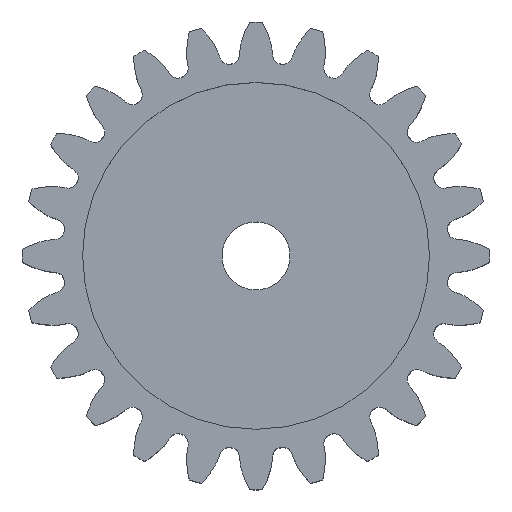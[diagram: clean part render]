
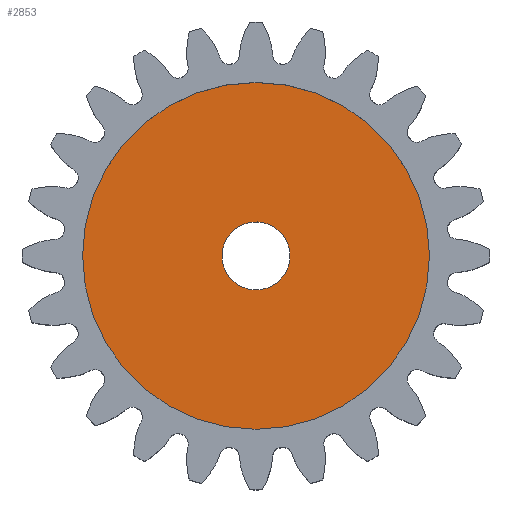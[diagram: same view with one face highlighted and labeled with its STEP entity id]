
A CAD part, top view. The second image highlights one B-rep face of the part: STEP entity #2853.
In plain terms, the highlighted planar face has unit normal (0, 0, 1).
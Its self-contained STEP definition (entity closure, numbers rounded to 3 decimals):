
#351 = AXIS2_PLACEMENT_3D ( 'NONE', #11696, #886, #9879 ) ;
#514 = PLANE ( 'NONE',  #8032 ) ;
#616 = CARTESIAN_POINT ( 'NONE',  ( 0., 0., 4.572 ) ) ;
#886 = DIRECTION ( 'NONE',  ( 0., 0., 1. ) ) ;
#1383 = CARTESIAN_POINT ( 'NONE',  ( 7.652, 0., 4.572 ) ) ;
#1406 = VERTEX_POINT ( 'NONE', #1383 ) ;
#1470 = CIRCLE ( 'NONE', #351, 1.5 ) ;
#1557 = AXIS2_PLACEMENT_3D ( 'NONE', #616, #10646, #7013 ) ;
#1933 = DIRECTION ( 'NONE',  ( 0., 0., 1. ) ) ;
#2159 = VERTEX_POINT ( 'NONE', #5413 ) ;
#2434 = CARTESIAN_POINT ( 'NONE',  ( 0., 0., 4.572 ) ) ;
#2853 = ADVANCED_FACE ( 'NONE', ( #7066, #3367 ), #514, .F. ) ;
#3367 = FACE_BOUND ( 'NONE', #8827, .T. ) ;
#3548 = AXIS2_PLACEMENT_3D ( 'NONE', #10052, #1933, #5406 ) ;
#3776 = CIRCLE ( 'NONE', #1557, 1.5 ) ;
#3990 = EDGE_CURVE ( 'NONE', #8568, #8452, #1470, .T. ) ;
#4295 = ORIENTED_EDGE ( 'NONE', *, *, #4514, .F. ) ;
#4514 = EDGE_CURVE ( 'NONE', #8452, #8568, #3776, .T. ) ;
#5188 = ORIENTED_EDGE ( 'NONE', *, *, #11695, .T. ) ;
#5406 = DIRECTION ( 'NONE',  ( -1., 0., 0. ) ) ;
#5413 = CARTESIAN_POINT ( 'NONE',  ( -7.652, 0., 4.572 ) ) ;
#6096 = EDGE_LOOP ( 'NONE', ( #5188, #8959 ) ) ;
#6221 = CIRCLE ( 'NONE', #8481, 7.652 ) ;
#6826 = CARTESIAN_POINT ( 'NONE',  ( 1.435, 0.438, 4.572 ) ) ;
#7013 = DIRECTION ( 'NONE',  ( -1., 0., 0. ) ) ;
#7066 = FACE_OUTER_BOUND ( 'NONE', #6096, .T. ) ;
#7549 = ORIENTED_EDGE ( 'NONE', *, *, #3990, .F. ) ;
#8032 = AXIS2_PLACEMENT_3D ( 'NONE', #9565, #9523, #8729 ) ;
#8452 = VERTEX_POINT ( 'NONE', #6826 ) ;
#8481 = AXIS2_PLACEMENT_3D ( 'NONE', #2434, #9791, #10549 ) ;
#8568 = VERTEX_POINT ( 'NONE', #8752 ) ;
#8729 = DIRECTION ( 'NONE',  ( -1., 0., 0. ) ) ;
#8752 = CARTESIAN_POINT ( 'NONE',  ( -1.435, -0.438, 4.572 ) ) ;
#8827 = EDGE_LOOP ( 'NONE', ( #4295, #7549 ) ) ;
#8871 = CIRCLE ( 'NONE', #3548, 7.652 ) ;
#8959 = ORIENTED_EDGE ( 'NONE', *, *, #9327, .T. ) ;
#9327 = EDGE_CURVE ( 'NONE', #2159, #1406, #6221, .T. ) ;
#9523 = DIRECTION ( 'NONE',  ( 0., 0., -1. ) ) ;
#9565 = CARTESIAN_POINT ( 'NONE',  ( -0.473, 9.921, 4.572 ) ) ;
#9791 = DIRECTION ( 'NONE',  ( 0., 0., 1. ) ) ;
#9879 = DIRECTION ( 'NONE',  ( -1., 0., 0. ) ) ;
#10052 = CARTESIAN_POINT ( 'NONE',  ( 0., 0., 4.572 ) ) ;
#10549 = DIRECTION ( 'NONE',  ( -1., 0., 0. ) ) ;
#10646 = DIRECTION ( 'NONE',  ( 0., 0., 1. ) ) ;
#11695 = EDGE_CURVE ( 'NONE', #1406, #2159, #8871, .T. ) ;
#11696 = CARTESIAN_POINT ( 'NONE',  ( 0., 0., 4.572 ) ) ;
